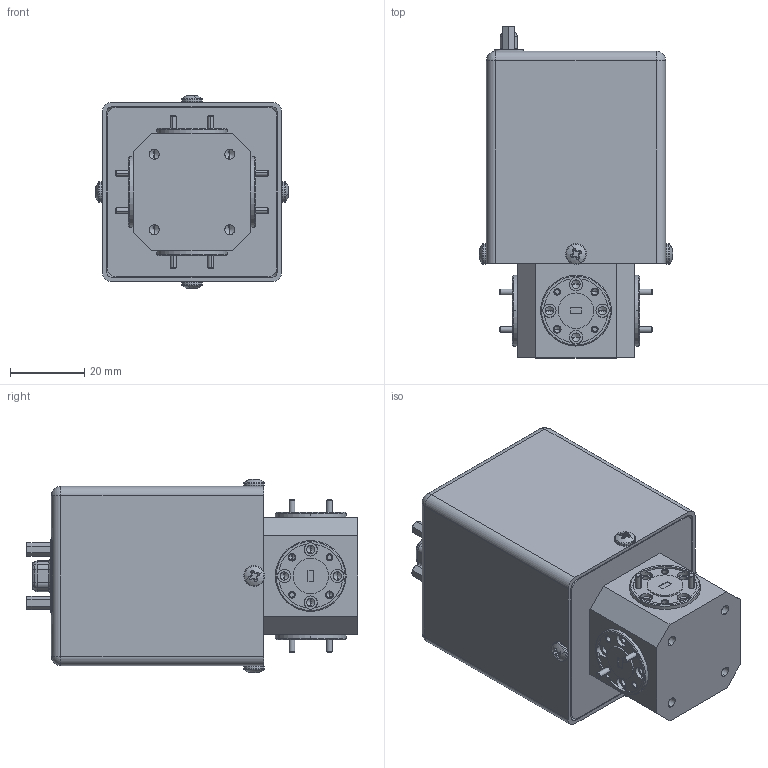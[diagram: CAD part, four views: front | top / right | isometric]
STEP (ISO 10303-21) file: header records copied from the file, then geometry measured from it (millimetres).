
FILE_DESCRIPTION (( 'STEP AP203' ), '1' );
FILE_NAME ('SWJ-12-L1-H.STEP', '2024-12-03T20:03:53', ( '' ), ( '' ), 'SwSTEP 2.0', 'SolidWorks 2021', '' );
FILE_SCHEMA (( 'CONFIG_CONTROL_DESIGN' ));
Length unit declared in the file: inch
Products named in the file (1): SWJ-12-L1-H
Bounding box: 52.18 x 89.37 x 52.18 mm (x, y, z)
Volume: 49626.4 mm3; surface area: 36134.7 mm2
Topology: 11 solids, 11 shells, 824 faces, 2049 edges, 1237 vertices
Faces by surface type: cylinder 321, plane 233, cone 202, torus 30, bspline 26, sphere 12
Entity records: 24952 total; most frequent: CARTESIAN_POINT 5547, DIRECTION 4277, ORIENTED_EDGE 3902, EDGE_CURVE 1951, AXIS2_PLACEMENT_3D 1703, VERTEX_POINT 1237, EDGE_LOOP 922, CIRCLE 904
